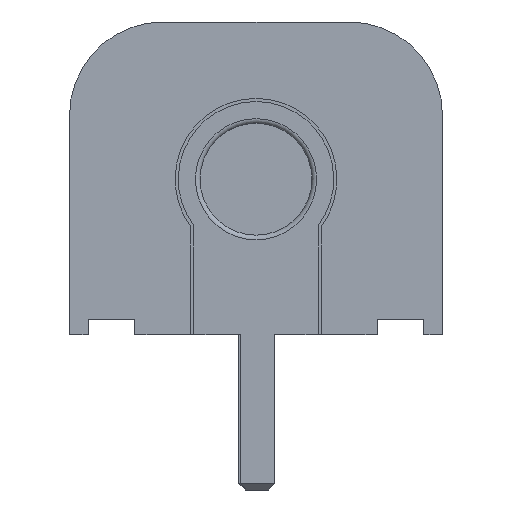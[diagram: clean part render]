
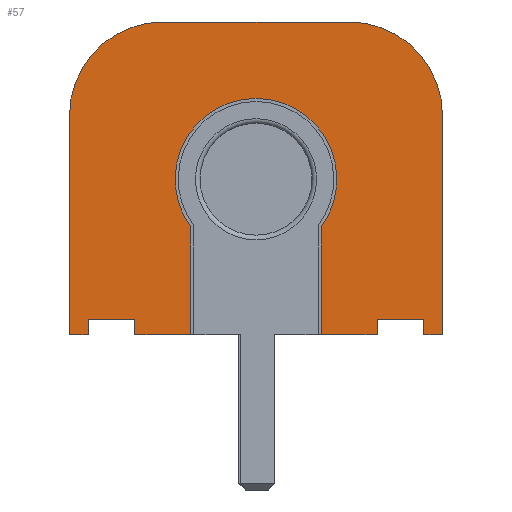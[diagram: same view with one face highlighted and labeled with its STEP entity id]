
A CAD part, left-side view. The second image highlights one B-rep face of the part: STEP entity #57.
In plain terms, the highlighted planar face has unit normal (-1, 0, 0).
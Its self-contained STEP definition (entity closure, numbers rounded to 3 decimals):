
#21 = EDGE_CURVE('',#22,#24,#26,.T.);
#22 = VERTEX_POINT('',#23);
#23 = CARTESIAN_POINT('',(-0.25,6.05,0.));
#24 = VERTEX_POINT('',#25);
#25 = CARTESIAN_POINT('',(-0.25,6.05,7.06));
#26 = LINE('',#27,#28);
#27 = CARTESIAN_POINT('',(-0.25,6.05,0.));
#28 = VECTOR('',#29,1.);
#29 = DIRECTION('',(0.,0.,1.));
#57 = ADVANCED_FACE('',(#58),#198,.F.);
#58 = FACE_BOUND('',#59,.F.);
#59 = EDGE_LOOP('',(#60,#61,#70,#78,#87,#95,#103,#111,#119,#127,#135,
    #143,#152,#160,#168,#176,#184,#192));
#60 = ORIENTED_EDGE('',*,*,#21,.T.);
#61 = ORIENTED_EDGE('',*,*,#62,.T.);
#62 = EDGE_CURVE('',#24,#63,#65,.T.);
#63 = VERTEX_POINT('',#64);
#64 = CARTESIAN_POINT('',(-0.25,3.05,10.06));
#65 = CIRCLE('',#66,3.);
#66 = AXIS2_PLACEMENT_3D('',#67,#68,#69);
#67 = CARTESIAN_POINT('',(-0.25,3.05,7.06));
#68 = DIRECTION('',(1.,0.,0.));
#69 = DIRECTION('',(0.,0.,-1.));
#70 = ORIENTED_EDGE('',*,*,#71,.T.);
#71 = EDGE_CURVE('',#63,#72,#74,.T.);
#72 = VERTEX_POINT('',#73);
#73 = CARTESIAN_POINT('',(-0.25,-2.95,10.06));
#74 = LINE('',#75,#76);
#75 = CARTESIAN_POINT('',(-0.25,6.05,10.06));
#76 = VECTOR('',#77,1.);
#77 = DIRECTION('',(0.,-1.,0.));
#78 = ORIENTED_EDGE('',*,*,#79,.T.);
#79 = EDGE_CURVE('',#72,#80,#82,.T.);
#80 = VERTEX_POINT('',#81);
#81 = CARTESIAN_POINT('',(-0.25,-5.95,7.06));
#82 = CIRCLE('',#83,3.);
#83 = AXIS2_PLACEMENT_3D('',#84,#85,#86);
#84 = CARTESIAN_POINT('',(-0.25,-2.95,7.06));
#85 = DIRECTION('',(1.,0.,0.));
#86 = DIRECTION('',(0.,0.,-1.));
#87 = ORIENTED_EDGE('',*,*,#88,.T.);
#88 = EDGE_CURVE('',#80,#89,#91,.T.);
#89 = VERTEX_POINT('',#90);
#90 = CARTESIAN_POINT('',(-0.25,-5.95,0.));
#91 = LINE('',#92,#93);
#92 = CARTESIAN_POINT('',(-0.25,-5.95,10.06));
#93 = VECTOR('',#94,1.);
#94 = DIRECTION('',(0.,0.,-1.));
#95 = ORIENTED_EDGE('',*,*,#96,.T.);
#96 = EDGE_CURVE('',#89,#97,#99,.T.);
#97 = VERTEX_POINT('',#98);
#98 = CARTESIAN_POINT('',(-0.25,-5.35,0.));
#99 = LINE('',#100,#101);
#100 = CARTESIAN_POINT('',(-0.25,-5.95,0.));
#101 = VECTOR('',#102,1.);
#102 = DIRECTION('',(0.,1.,0.));
#103 = ORIENTED_EDGE('',*,*,#104,.T.);
#104 = EDGE_CURVE('',#97,#105,#107,.T.);
#105 = VERTEX_POINT('',#106);
#106 = CARTESIAN_POINT('',(-0.25,-5.35,0.5));
#107 = LINE('',#108,#109);
#108 = CARTESIAN_POINT('',(-0.25,-5.35,0.));
#109 = VECTOR('',#110,1.);
#110 = DIRECTION('',(0.,0.,1.));
#111 = ORIENTED_EDGE('',*,*,#112,.T.);
#112 = EDGE_CURVE('',#105,#113,#115,.T.);
#113 = VERTEX_POINT('',#114);
#114 = CARTESIAN_POINT('',(-0.25,-3.85,0.5));
#115 = LINE('',#116,#117);
#116 = CARTESIAN_POINT('',(-0.25,-5.35,0.5));
#117 = VECTOR('',#118,1.);
#118 = DIRECTION('',(0.,1.,0.));
#119 = ORIENTED_EDGE('',*,*,#120,.T.);
#120 = EDGE_CURVE('',#113,#121,#123,.T.);
#121 = VERTEX_POINT('',#122);
#122 = CARTESIAN_POINT('',(-0.25,-3.85,0.));
#123 = LINE('',#124,#125);
#124 = CARTESIAN_POINT('',(-0.25,-3.85,0.5));
#125 = VECTOR('',#126,1.);
#126 = DIRECTION('',(0.,0.,-1.));
#127 = ORIENTED_EDGE('',*,*,#128,.T.);
#128 = EDGE_CURVE('',#121,#129,#131,.T.);
#129 = VERTEX_POINT('',#130);
#130 = CARTESIAN_POINT('',(-0.25,-2.05,0.));
#131 = LINE('',#132,#133);
#132 = CARTESIAN_POINT('',(-0.25,-3.85,0.));
#133 = VECTOR('',#134,1.);
#134 = DIRECTION('',(0.,1.,0.));
#135 = ORIENTED_EDGE('',*,*,#136,.F.);
#136 = EDGE_CURVE('',#137,#129,#139,.T.);
#137 = VERTEX_POINT('',#138);
#138 = CARTESIAN_POINT('',(-0.25,-2.05,3.467));
#139 = LINE('',#140,#141);
#140 = CARTESIAN_POINT('',(-0.25,-2.05,3.467));
#141 = VECTOR('',#142,1.);
#142 = DIRECTION('',(0.,0.,-1.));
#143 = ORIENTED_EDGE('',*,*,#144,.T.);
#144 = EDGE_CURVE('',#137,#145,#147,.T.);
#145 = VERTEX_POINT('',#146);
#146 = CARTESIAN_POINT('',(-0.25,2.15,3.467));
#147 = CIRCLE('',#148,2.6);
#148 = AXIS2_PLACEMENT_3D('',#149,#150,#151);
#149 = CARTESIAN_POINT('',(-0.25,0.05,5.));
#150 = DIRECTION('',(-1.,0.,0.));
#151 = DIRECTION('',(0.,1.,0.));
#152 = ORIENTED_EDGE('',*,*,#153,.F.);
#153 = EDGE_CURVE('',#154,#145,#156,.T.);
#154 = VERTEX_POINT('',#155);
#155 = CARTESIAN_POINT('',(-0.25,2.15,0.));
#156 = LINE('',#157,#158);
#157 = CARTESIAN_POINT('',(-0.25,2.15,0.));
#158 = VECTOR('',#159,1.);
#159 = DIRECTION('',(0.,0.,1.));
#160 = ORIENTED_EDGE('',*,*,#161,.T.);
#161 = EDGE_CURVE('',#154,#162,#164,.T.);
#162 = VERTEX_POINT('',#163);
#163 = CARTESIAN_POINT('',(-0.25,3.95,0.));
#164 = LINE('',#165,#166);
#165 = CARTESIAN_POINT('',(-0.25,-3.85,0.));
#166 = VECTOR('',#167,1.);
#167 = DIRECTION('',(0.,1.,0.));
#168 = ORIENTED_EDGE('',*,*,#169,.T.);
#169 = EDGE_CURVE('',#162,#170,#172,.T.);
#170 = VERTEX_POINT('',#171);
#171 = CARTESIAN_POINT('',(-0.25,3.95,0.5));
#172 = LINE('',#173,#174);
#173 = CARTESIAN_POINT('',(-0.25,3.95,0.));
#174 = VECTOR('',#175,1.);
#175 = DIRECTION('',(0.,0.,1.));
#176 = ORIENTED_EDGE('',*,*,#177,.T.);
#177 = EDGE_CURVE('',#170,#178,#180,.T.);
#178 = VERTEX_POINT('',#179);
#179 = CARTESIAN_POINT('',(-0.25,5.45,0.5));
#180 = LINE('',#181,#182);
#181 = CARTESIAN_POINT('',(-0.25,3.95,0.5));
#182 = VECTOR('',#183,1.);
#183 = DIRECTION('',(0.,1.,0.));
#184 = ORIENTED_EDGE('',*,*,#185,.T.);
#185 = EDGE_CURVE('',#178,#186,#188,.T.);
#186 = VERTEX_POINT('',#187);
#187 = CARTESIAN_POINT('',(-0.25,5.45,0.));
#188 = LINE('',#189,#190);
#189 = CARTESIAN_POINT('',(-0.25,5.45,0.5));
#190 = VECTOR('',#191,1.);
#191 = DIRECTION('',(0.,0.,-1.));
#192 = ORIENTED_EDGE('',*,*,#193,.T.);
#193 = EDGE_CURVE('',#186,#22,#194,.T.);
#194 = LINE('',#195,#196);
#195 = CARTESIAN_POINT('',(-0.25,5.45,0.));
#196 = VECTOR('',#197,1.);
#197 = DIRECTION('',(0.,1.,0.));
#198 = PLANE('',#199);
#199 = AXIS2_PLACEMENT_3D('',#200,#201,#202);
#200 = CARTESIAN_POINT('',(-0.25,0.05,4.855));
#201 = DIRECTION('',(1.,0.,0.));
#202 = DIRECTION('',(0.,0.,1.));
